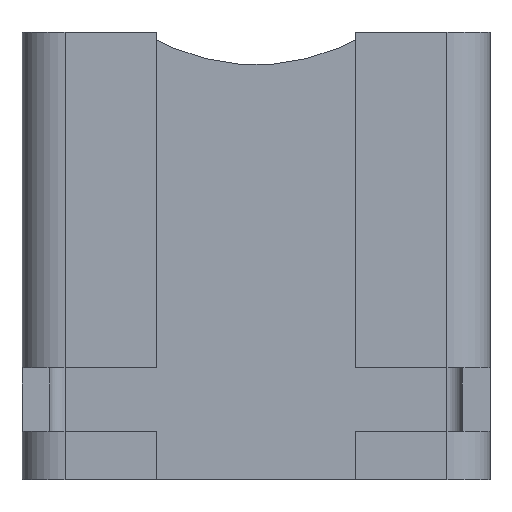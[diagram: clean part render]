
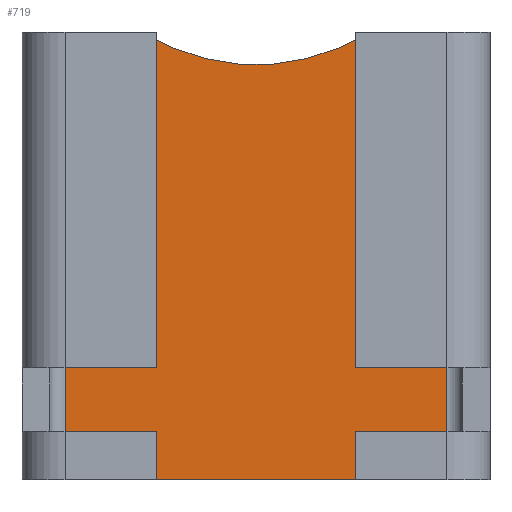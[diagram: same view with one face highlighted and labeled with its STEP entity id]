
A CAD part, front view. The second image highlights one B-rep face of the part: STEP entity #719.
In plain terms, the highlighted planar face has unit normal (0, -1, 0).
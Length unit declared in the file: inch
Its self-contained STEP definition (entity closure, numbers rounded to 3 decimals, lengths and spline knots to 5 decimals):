
#45 = LINE ( 'NONE', #1071, #566 ) ;
#100 = CARTESIAN_POINT ( 'NONE',  ( 0.111, 0.09356, -0.13 ) ) ;
#108 = DIRECTION ( 'NONE',  ( 0., 0., -1. ) ) ;
#114 = CARTESIAN_POINT ( 'NONE',  ( 0.111, 0.09356, 0.13 ) ) ;
#155 = VECTOR ( 'NONE', #108, 39.37008 ) ;
#164 = VERTEX_POINT ( 'NONE', #1409 ) ;
#167 = ORIENTED_EDGE ( 'NONE', *, *, #1296, .F. ) ;
#188 = FACE_OUTER_BOUND ( 'NONE', #522, .T. ) ;
#195 = CARTESIAN_POINT ( 'NONE',  ( 0.111, 0.09356, 0.13 ) ) ;
#267 = LINE ( 'NONE', #365, #337 ) ;
#271 = CARTESIAN_POINT ( 'NONE',  ( -0.066, 0.09356, 0.13 ) ) ;
#286 = DIRECTION ( 'NONE',  ( 0., 0., -1. ) ) ;
#294 = VERTEX_POINT ( 'NONE', #1334 ) ;
#337 = VECTOR ( 'NONE', #1267, 39.37008 ) ;
#359 = VECTOR ( 'NONE', #1587, 39.37008 ) ;
#365 = CARTESIAN_POINT ( 'NONE',  ( 0.111, 0.09356, 0.13 ) ) ;
#479 = ORIENTED_EDGE ( 'NONE', *, *, #1451, .F. ) ;
#497 = ORIENTED_EDGE ( 'NONE', *, *, #975, .F. ) ;
#522 = EDGE_LOOP ( 'NONE', ( #1338, #167, #497, #1153, #1450, #479 ) ) ;
#566 = VECTOR ( 'NONE', #286, 39.37008 ) ;
#568 = VERTEX_POINT ( 'NONE', #271 ) ;
#691 = PLANE ( 'NONE',  #701 ) ;
#701 = AXIS2_PLACEMENT_3D ( 'NONE', #1317, #818, #1443 ) ;
#719 = ADVANCED_FACE ( 'NONE', ( #188 ), #691, .F. ) ;
#727 = EDGE_CURVE ( 'NONE', #1109, #294, #45, .T. ) ;
#738 = CIRCLE ( 'NONE', #946, 0.125 ) ;
#818 = DIRECTION ( 'NONE',  ( 0., 1., 0. ) ) ;
#830 = DIRECTION ( 'NONE',  ( 0., -1., 0. ) ) ;
#853 = LINE ( 'NONE', #114, #1493 ) ;
#867 = EDGE_CURVE ( 'NONE', #164, #294, #1594, .T. ) ;
#889 = DIRECTION ( 'NONE',  ( 1., 0., 0. ) ) ;
#921 = VERTEX_POINT ( 'NONE', #1361 ) ;
#946 = AXIS2_PLACEMENT_3D ( 'NONE', #951, #830, #1321 ) ;
#951 = CARTESIAN_POINT ( 'NONE',  ( 0., 0.09356, 0.23616 ) ) ;
#975 = EDGE_CURVE ( 'NONE', #1109, #568, #853, .T. ) ;
#990 = CARTESIAN_POINT ( 'NONE',  ( 0.111, 0.09356, 0.35289 ) ) ;
#1037 = EDGE_CURVE ( 'NONE', #921, #1318, #267, .T. ) ;
#1071 = CARTESIAN_POINT ( 'NONE',  ( -0.111, 0.09356, 0.35289 ) ) ;
#1109 = VERTEX_POINT ( 'NONE', #1120 ) ;
#1120 = CARTESIAN_POINT ( 'NONE',  ( -0.111, 0.09356, 0.13 ) ) ;
#1153 = ORIENTED_EDGE ( 'NONE', *, *, #727, .T. ) ;
#1236 = LINE ( 'NONE', #990, #155 ) ;
#1267 = DIRECTION ( 'NONE',  ( 1., 0., 0. ) ) ;
#1296 = EDGE_CURVE ( 'NONE', #568, #921, #738, .T. ) ;
#1317 = CARTESIAN_POINT ( 'NONE',  ( 0.111, 0.09356, 0.35289 ) ) ;
#1318 = VERTEX_POINT ( 'NONE', #195 ) ;
#1321 = DIRECTION ( 'NONE',  ( -1., 0., 0. ) ) ;
#1334 = CARTESIAN_POINT ( 'NONE',  ( -0.111, 0.09356, -0.13 ) ) ;
#1338 = ORIENTED_EDGE ( 'NONE', *, *, #1037, .F. ) ;
#1361 = CARTESIAN_POINT ( 'NONE',  ( 0.066, 0.09356, 0.13 ) ) ;
#1409 = CARTESIAN_POINT ( 'NONE',  ( 0.111, 0.09356, -0.13 ) ) ;
#1443 = DIRECTION ( 'NONE',  ( -1., 0., 0. ) ) ;
#1450 = ORIENTED_EDGE ( 'NONE', *, *, #867, .F. ) ;
#1451 = EDGE_CURVE ( 'NONE', #1318, #164, #1236, .T. ) ;
#1493 = VECTOR ( 'NONE', #889, 39.37008 ) ;
#1587 = DIRECTION ( 'NONE',  ( -1., 0., 0. ) ) ;
#1594 = LINE ( 'NONE', #100, #359 ) ;
